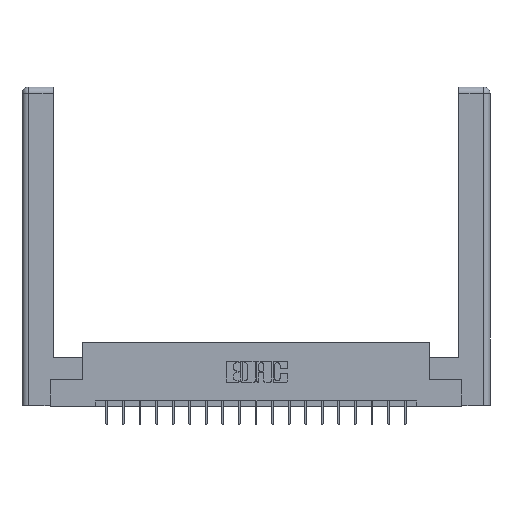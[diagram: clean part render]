
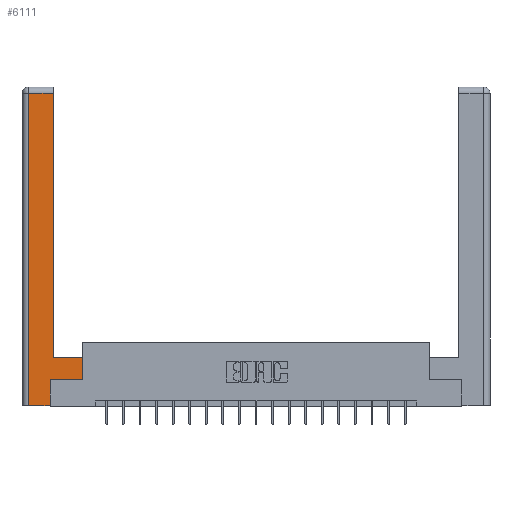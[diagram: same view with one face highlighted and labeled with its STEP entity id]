
A CAD part, top view. The second image highlights one B-rep face of the part: STEP entity #6111.
In plain terms, the highlighted planar face has unit normal (0, 0, 1).
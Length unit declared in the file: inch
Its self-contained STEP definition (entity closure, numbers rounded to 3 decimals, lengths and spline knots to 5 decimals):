
#13 = CARTESIAN_POINT ( 'NONE',  ( 0.0615, 0., 0. ) ) ;
#70 = CARTESIAN_POINT ( 'NONE',  ( 0.0615, 2.94, 0. ) ) ;
#251 = VERTEX_POINT ( 'NONE', #5547 ) ;
#437 = LINE ( 'NONE', #6580, #8271 ) ;
#926 = CARTESIAN_POINT ( 'NONE',  ( 0.565, 0.45, 0. ) ) ;
#1428 = VERTEX_POINT ( 'NONE', #8018 ) ;
#1433 = DIRECTION ( 'NONE',  ( 0., 1., 0. ) ) ;
#1434 = CARTESIAN_POINT ( 'NONE',  ( 0.565, 0.245, 0. ) ) ;
#1448 = CARTESIAN_POINT ( 'NONE',  ( 0.295, 0.45, 0. ) ) ;
#1514 = DIRECTION ( 'NONE',  ( 0., 1., 0. ) ) ;
#1849 = VERTEX_POINT ( 'NONE', #1434 ) ;
#2008 = CARTESIAN_POINT ( 'NONE',  ( 0.265, 0.245, 0. ) ) ;
#2031 = CARTESIAN_POINT ( 'NONE',  ( 0.265, 0., 0. ) ) ;
#2545 = PLANE ( 'NONE',  #7024 ) ;
#3682 = ORIENTED_EDGE ( 'NONE', *, *, #7329, .T. ) ;
#3849 = EDGE_CURVE ( 'NONE', #1428, #17584, #19738, .T. ) ;
#4037 = CARTESIAN_POINT ( 'NONE',  ( 0.295, 0.45, 0. ) ) ;
#4110 = CARTESIAN_POINT ( 'NONE',  ( 0., 0., 0. ) ) ;
#4754 = DIRECTION ( 'NONE',  ( 0., -1., 0. ) ) ;
#4958 = LINE ( 'NONE', #1448, #5697 ) ;
#5086 = LINE ( 'NONE', #9098, #6833 ) ;
#5330 = VERTEX_POINT ( 'NONE', #2008 ) ;
#5388 = VERTEX_POINT ( 'NONE', #4037 ) ;
#5394 = EDGE_CURVE ( 'NONE', #1849, #16047, #6283, .T. ) ;
#5427 = ORIENTED_EDGE ( 'NONE', *, *, #5394, .T. ) ;
#5547 = CARTESIAN_POINT ( 'NONE',  ( 0.295, 2.94, 0. ) ) ;
#5562 = VECTOR ( 'NONE', #12349, 39.37008 ) ;
#5697 = VECTOR ( 'NONE', #10922, 39.37008 ) ;
#5804 = VECTOR ( 'NONE', #4754, 39.37008 ) ;
#6111 = ADVANCED_FACE ( 'NONE', ( #10721 ), #2545, .F. ) ;
#6283 = LINE ( 'NONE', #926, #16225 ) ;
#6580 = CARTESIAN_POINT ( 'NONE',  ( 0.295, 3., 0. ) ) ;
#6833 = VECTOR ( 'NONE', #1433, 39.37008 ) ;
#7024 = AXIS2_PLACEMENT_3D ( 'NONE', #4110, #15202, #15268 ) ;
#7097 = VECTOR ( 'NONE', #16385, 39.37008 ) ;
#7329 = EDGE_CURVE ( 'NONE', #5330, #1849, #9445, .T. ) ;
#7981 = EDGE_CURVE ( 'NONE', #16047, #5388, #4958, .T. ) ;
#8018 = CARTESIAN_POINT ( 'NONE',  ( 0.0615, 0., 0. ) ) ;
#8271 = VECTOR ( 'NONE', #1514, 39.37008 ) ;
#9024 = VERTEX_POINT ( 'NONE', #20378 ) ;
#9098 = CARTESIAN_POINT ( 'NONE',  ( 0.265, 0.245, 0. ) ) ;
#9445 = LINE ( 'NONE', #16156, #15898 ) ;
#9890 = ORIENTED_EDGE ( 'NONE', *, *, #13632, .T. ) ;
#9927 = CARTESIAN_POINT ( 'NONE',  ( 0.265, 0., 0. ) ) ;
#10043 = DIRECTION ( 'NONE',  ( 0., 1., 0. ) ) ;
#10490 = LINE ( 'NONE', #70, #5562 ) ;
#10721 = FACE_OUTER_BOUND ( 'NONE', #16865, .T. ) ;
#10922 = DIRECTION ( 'NONE',  ( -1., 0., 0. ) ) ;
#12004 = ORIENTED_EDGE ( 'NONE', *, *, #7981, .T. ) ;
#12349 = DIRECTION ( 'NONE',  ( -1., 0., 0. ) ) ;
#13098 = EDGE_CURVE ( 'NONE', #9024, #1428, #16248, .T. ) ;
#13632 = EDGE_CURVE ( 'NONE', #5388, #251, #437, .T. ) ;
#14452 = ORIENTED_EDGE ( 'NONE', *, *, #18606, .T. ) ;
#15168 = CARTESIAN_POINT ( 'NONE',  ( 0.565, 0.45, 0. ) ) ;
#15202 = DIRECTION ( 'NONE',  ( 0., 0., -1. ) ) ;
#15268 = DIRECTION ( 'NONE',  ( -1., 0., 0. ) ) ;
#15867 = DIRECTION ( 'NONE',  ( 1., 0., 0. ) ) ;
#15898 = VECTOR ( 'NONE', #15867, 39.37008 ) ;
#16047 = VERTEX_POINT ( 'NONE', #15168 ) ;
#16156 = CARTESIAN_POINT ( 'NONE',  ( 0.565, 0.245, 0. ) ) ;
#16225 = VECTOR ( 'NONE', #10043, 39.37008 ) ;
#16248 = LINE ( 'NONE', #13, #5804 ) ;
#16385 = DIRECTION ( 'NONE',  ( 1., 0., 0. ) ) ;
#16833 = ORIENTED_EDGE ( 'NONE', *, *, #19772, .T. ) ;
#16865 = EDGE_LOOP ( 'NONE', ( #9890, #16833, #19549, #19187, #14452, #3682, #5427, #12004 ) ) ;
#17584 = VERTEX_POINT ( 'NONE', #2031 ) ;
#18606 = EDGE_CURVE ( 'NONE', #17584, #5330, #5086, .T. ) ;
#19187 = ORIENTED_EDGE ( 'NONE', *, *, #3849, .T. ) ;
#19549 = ORIENTED_EDGE ( 'NONE', *, *, #13098, .T. ) ;
#19738 = LINE ( 'NONE', #9927, #7097 ) ;
#19772 = EDGE_CURVE ( 'NONE', #251, #9024, #10490, .T. ) ;
#20378 = CARTESIAN_POINT ( 'NONE',  ( 0.0615, 2.94, 0. ) ) ;
